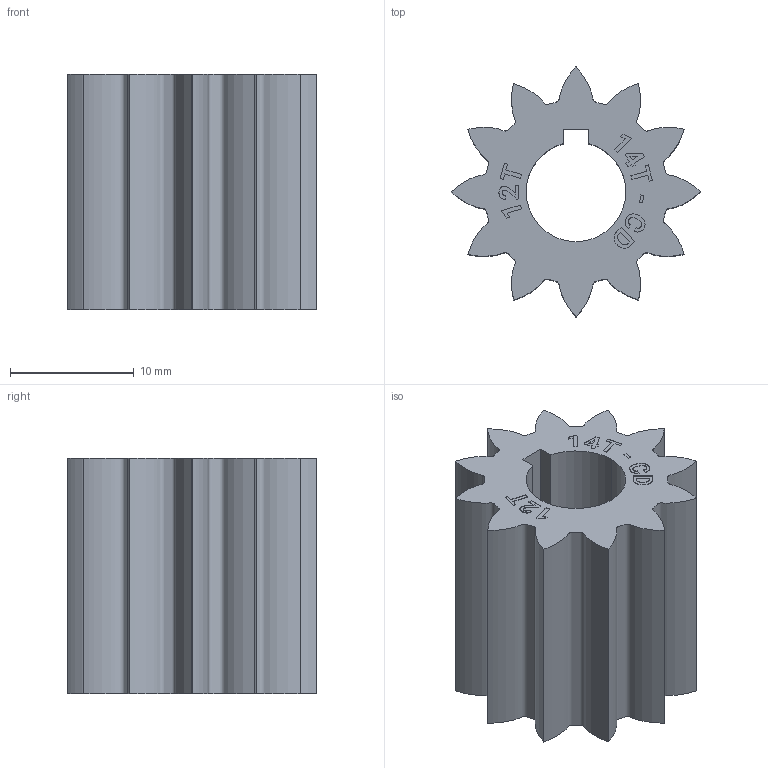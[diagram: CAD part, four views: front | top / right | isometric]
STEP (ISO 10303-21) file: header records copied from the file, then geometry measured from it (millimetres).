
FILE_DESCRIPTION (( 'STEP AP214' ), '1' );
FILE_NAME ('WCP-1136 Rev1.step', '2023-10-30T20:02:11', ( '' ), ( '' ), 'SwSTEP 2.0', 'SolidWorks 2022', '' );
FILE_SCHEMA (( 'AUTOMOTIVE_DESIGN' ));
Length unit declared in the file: inch
Products named in the file (1): WCP-1136 Rev1
Bounding box: 20.19 x 20.19 x 19.05 mm (x, y, z)
Volume: 3164.5 mm3; surface area: 2562.9 mm2
Topology: 1 solids, 1 shells, 231 faces, 621 edges, 414 vertices
Faces by surface type: plane 156, bspline 60, cylinder 15
Entity records: 12789 total; most frequent: CARTESIAN_POINT 7327, ORIENTED_EDGE 1242, DIRECTION 875, EDGE_CURVE 621, VECTOR 471, LINE 471, VERTEX_POINT 414, EDGE_LOOP 255
